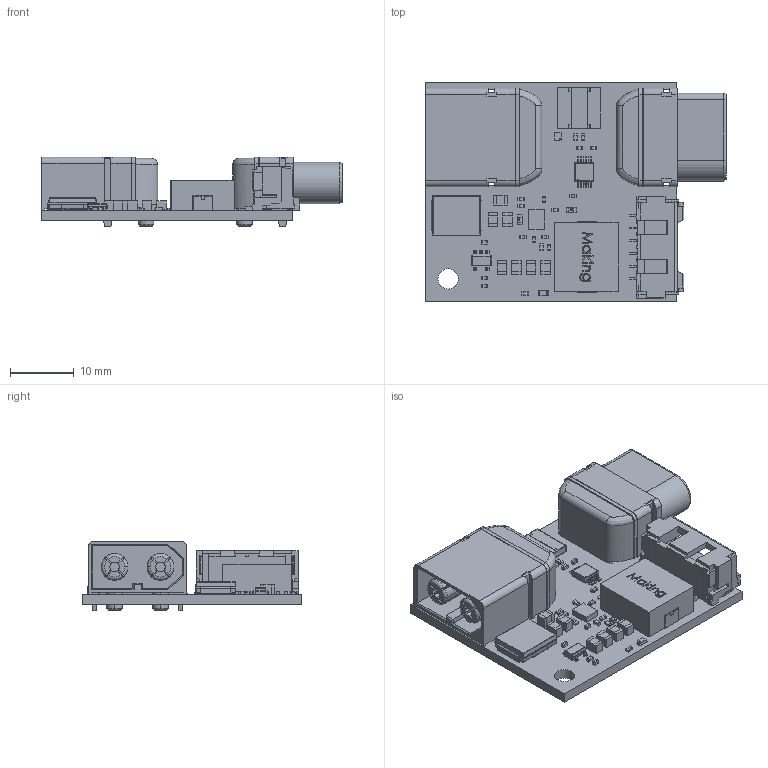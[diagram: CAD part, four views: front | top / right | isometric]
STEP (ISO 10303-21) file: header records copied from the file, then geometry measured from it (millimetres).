
FILE_DESCRIPTION(('Open CASCADE Model'),'2;1');
FILE_NAME('Open CASCADE Shape Model','2023-05-20T15:30:16',('Author'),( 'Open CASCADE'),'Open CASCADE STEP processor 7.5','Open CASCADE 7.5' ,'Unknown');
FILE_SCHEMA(('AUTOMOTIVE_DESIGN { 1 0 10303 214 1 1 1 1 }'));
Length unit declared in the file: millimetre
Products named in the file (83): PCB; BoardARK_PAB_Power_Module; Open CASCADE STEP translator 7.5 1.1.1; U4ARK_PAB_Power_Module; 10799785136; Open CASCADE STEP translator 7.5 2.1; Body; Open CASCADE STEP translator 7.5 2.2.1; ball; U3ARK_PAB_Power_Module; 10799780096; Open CASCADE STEP translator 6.8 2.1.1; Leader; U2ARK_PAB_Power_Module; 10638594960; Extruded; U1ARK_PAB_Power_Module; SOP10P50_300X490X110L55X22N; R12ARK_PAB_Power_Module; 6688714512; 6688714752; R11ARK_PAB_Power_Module; 6688709872; 6688710032; R10ARK_PAB_Power_Module; R9ARK_PAB_Power_Module; R8ARK_PAB_Power_Module; R7ARK_PAB_Power_Module; R6ARK_PAB_Power_Module; R4ARK_PAB_Power_Module; R3ARK_PAB_Power_Module; R2ARK_PAB_Power_Module; RESC681X645X124L216N; R1ARK_PAB_Power_Module; L1ARK_PAB_Power_Module; AY1050_RGB10066329; J3ARK_PAB_Power_Module; XT60PW-F--3DModel-STEP-56544_RGB8421504; J2ARK_PAB_Power_Module; 5024940670_RGB8421504 ...
Assembly tree (141 placements, depth 5):
  PCB
    BoardARK_PAB_Power_Module
      Open CASCADE STEP translator 7.5 1.1.1
    U4ARK_PAB_Power_Module
      10799785136
        Open CASCADE STEP translator 7.5 2.1
        Body
          Open CASCADE STEP translator 7.5 2.2.1
        ball  x4
    U3ARK_PAB_Power_Module
      10799780096
        Body
          Open CASCADE STEP translator 6.8 2.1.1
        Leader  x5
    U2ARK_PAB_Power_Module
      10638594960
        Extruded
    U1ARK_PAB_Power_Module
      SOP10P50_300X490X110L55X22N
    R12ARK_PAB_Power_Module
      6688714512
        Extruded
      6688714752  x2
        Extruded
    R11ARK_PAB_Power_Module
      6688709872
        Extruded
      6688710032  x2
        Extruded
    R10ARK_PAB_Power_Module
      6688709872
        Extruded
      6688710032  x2
        Extruded
    R9ARK_PAB_Power_Module
      6688709872
        Extruded
      6688710032  x2
        Extruded
    R8ARK_PAB_Power_Module
      6688714512
        Extruded
      6688714752  x2
        Extruded
    R7ARK_PAB_Power_Module
      6688709872
        Extruded
      6688710032  x2
        Extruded
    R6ARK_PAB_Power_Module
      6688709872
        Extruded
      6688710032  x2
        Extruded
    R4ARK_PAB_Power_Module
      6688709872
        Extruded
      6688710032  x2
        Extruded
    R3ARK_PAB_Power_Module
Bounding box: 47.15 x 34.3 x 10.95 mm (x, y, z)
Volume: 6348 mm3; surface area: 9449.1 mm2
Topology: 109 solids, 110 shells, 2583 faces, 6335 edges, 3847 vertices
Faces by surface type: plane 1736, cylinder 512, sphere 172, bspline 137, cone 16, torus 10
Full cylindrical faces by diameter (mm): 0.133 x1, 1.7 x4, 2.7 x4, 3.2 x1
Entity records: 63013 total; most frequent: CARTESIAN_POINT 16490, ORIENTED_EDGE 8949, DIRECTION 8328, EDGE_CURVE 4475, LINE 3648, VECTOR 3648, VERTEX_POINT 2844, AXIS2_PLACEMENT_3D 2340
